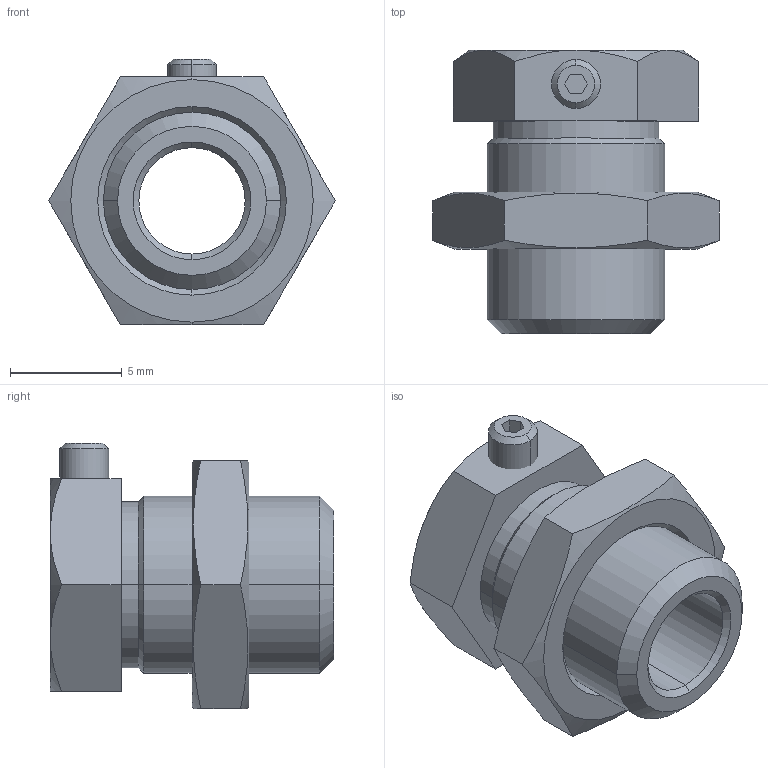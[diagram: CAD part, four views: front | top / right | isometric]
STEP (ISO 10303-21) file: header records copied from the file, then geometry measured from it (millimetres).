
FILE_DESCRIPTION (( 'STEP AP214' ), '1' );
FILE_NAME ('19452-E0W.STEP', '2009-04-23T20:38:08', ( '' ), ( '' ), 'SwSTEP 2.0', 'SolidWorks 2007', '' );
FILE_SCHEMA (( 'AUTOMOTIVE_DESIGN' ));
Length unit declared in the file: millimetre
Products named in the file (1): 19452-E0W
Bounding box: 12.83 x 12.7 x 11.91 mm (x, y, z)
Volume: 628.5 mm3; surface area: 941.4 mm2
Topology: 3 solids, 3 shells, 70 faces, 159 edges, 97 vertices
Faces by surface type: cone 29, plane 27, cylinder 14
Entity records: 2891 total; most frequent: CARTESIAN_POINT 519, DIRECTION 322, ORIENTED_EDGE 318, EDGE_CURVE 159, AXIS2_PLACEMENT_3D 124, VERTEX_POINT 97, EDGE_LOOP 78, LINE 74
